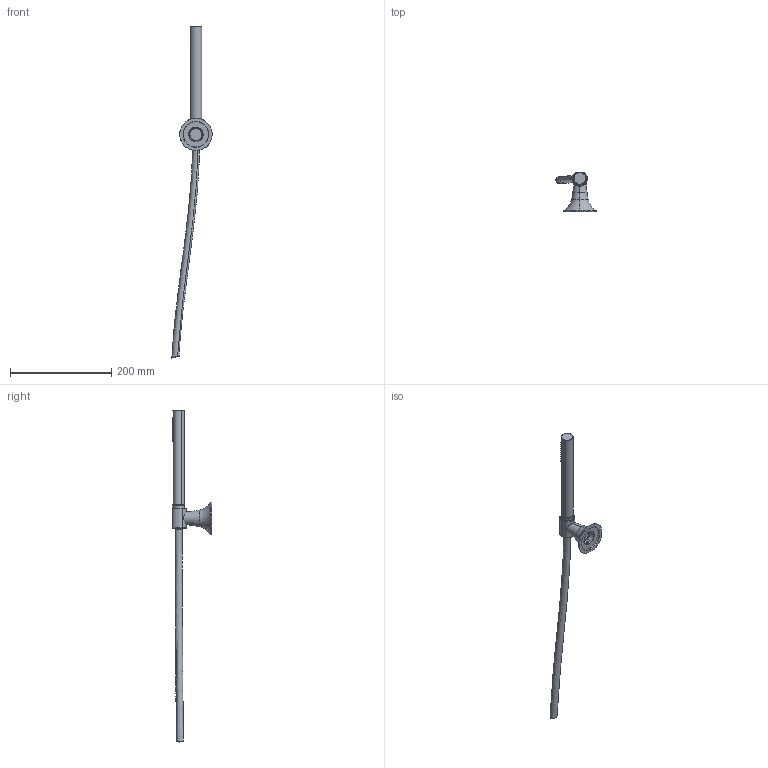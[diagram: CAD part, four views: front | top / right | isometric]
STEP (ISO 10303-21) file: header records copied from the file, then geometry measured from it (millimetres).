
FILE_DESCRIPTION(('CATIA V5 STEP Exchange','CAx-IF Rec.Pracs.--- Model Styling and Organization---1.5--- 2016-08-15','CAx-IF Rec.Pracs.---Supplemental Geometry---1.0---2011-11-01','CAx-IF Rec.Pracs.--- Composite Materials ---3.4---2017-06-13','CAx-IF Rec.Pracs.---Tessellated 3D Geometry---1.0---2015-12-17'),'2;1');
FILE_NAME('VI D2101 0 Solo supporto.stp','2025-10-15T06:19:45+00:00',('none'),('none'),'CATIA Version 5-6 Release 2020 SP3','CATIA V5 STEP AP242 v2','none');
FILE_SCHEMA(('AP242_MANAGED_MODEL_BASED_3D_ENGINEERING_MIM_LF {1 0 10303 442 1 1 4}'));
Length unit declared in the file: millimetre
Products named in the file (1): VI D2101 0
Bounding box: 79.45 x 77.22 x 656.04 mm (x, y, z)
Volume: 200843.7 mm3; surface area: 60038.9 mm2
Topology: 2 solids, 4 shells, 521 faces, 1142 edges, 753 vertices
Faces by surface type: cylinder 289, plane 169, cone 38, torus 23, bspline 2
Entity records: 14776 total; most frequent: CARTESIAN_POINT 4236, ORIENTED_EDGE 2266, DIRECTION 1435, EDGE_CURVE 1133, AXIS2_PLACEMENT_3D 844, VERTEX_POINT 753, EDGE_LOOP 654, CIRCLE 619
